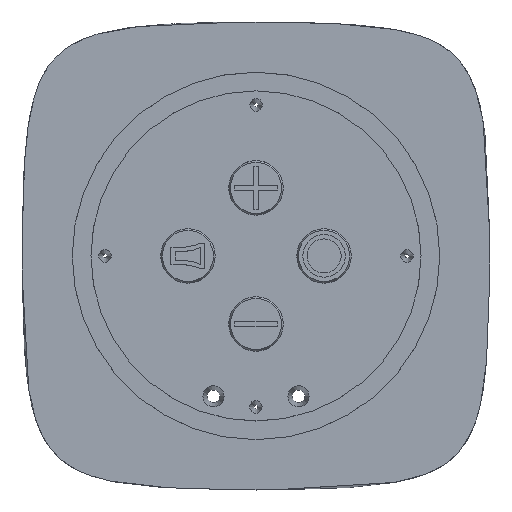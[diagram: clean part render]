
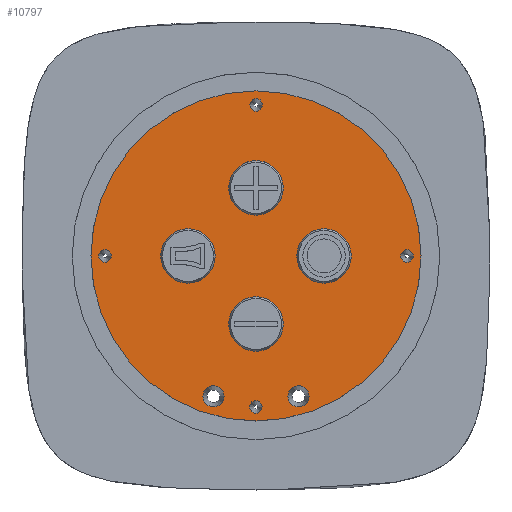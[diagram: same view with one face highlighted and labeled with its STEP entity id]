
A CAD part, top view. The second image highlights one B-rep face of the part: STEP entity #10797.
In plain terms, the highlighted planar face has unit normal (0, 0, 1).
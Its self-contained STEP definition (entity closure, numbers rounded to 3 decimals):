
#641=FACE_BOUND('',#2152,.T.);
#642=FACE_BOUND('',#2153,.T.);
#643=FACE_BOUND('',#2154,.T.);
#644=FACE_BOUND('',#2155,.T.);
#645=FACE_BOUND('',#2156,.T.);
#646=FACE_BOUND('',#2157,.T.);
#647=FACE_BOUND('',#2158,.T.);
#648=FACE_BOUND('',#2159,.T.);
#649=FACE_BOUND('',#2160,.T.);
#650=FACE_BOUND('',#2161,.T.);
#956=PLANE('',#11905);
#1497=FACE_OUTER_BOUND('',#2151,.T.);
#2151=EDGE_LOOP('',(#9745));
#2152=EDGE_LOOP('',(#9746));
#2153=EDGE_LOOP('',(#9747));
#2154=EDGE_LOOP('',(#9748));
#2155=EDGE_LOOP('',(#9749));
#2156=EDGE_LOOP('',(#9750));
#2157=EDGE_LOOP('',(#9751));
#2158=EDGE_LOOP('',(#9752));
#2159=EDGE_LOOP('',(#9753));
#2160=EDGE_LOOP('',(#9754));
#2161=EDGE_LOOP('',(#9755));
#4139=CIRCLE('',#11166,38.801);
#4427=CIRCLE('',#11872,1.5);
#4428=CIRCLE('',#11874,1.5);
#4429=CIRCLE('',#11876,2.5);
#4430=CIRCLE('',#11878,6.4);
#4431=CIRCLE('',#11880,6.4);
#4432=CIRCLE('',#11882,6.4);
#4433=CIRCLE('',#11884,6.4);
#4434=CIRCLE('',#11886,2.5);
#4435=CIRCLE('',#11888,1.5);
#4436=CIRCLE('',#11890,1.5);
#4665=VERTEX_POINT('',#16099);
#5324=VERTEX_POINT('',#18993);
#5325=VERTEX_POINT('',#18997);
#5326=VERTEX_POINT('',#19001);
#5327=VERTEX_POINT('',#19005);
#5328=VERTEX_POINT('',#19009);
#5329=VERTEX_POINT('',#19013);
#5330=VERTEX_POINT('',#19017);
#5331=VERTEX_POINT('',#19021);
#5332=VERTEX_POINT('',#19025);
#5333=VERTEX_POINT('',#19029);
#5713=EDGE_CURVE('',#4665,#4665,#4139,.T.);
#6796=EDGE_CURVE('',#5324,#5324,#4427,.T.);
#6798=EDGE_CURVE('',#5325,#5325,#4428,.T.);
#6800=EDGE_CURVE('',#5326,#5326,#4429,.T.);
#6803=EDGE_CURVE('',#5327,#5327,#4430,.T.);
#6805=EDGE_CURVE('',#5328,#5328,#4431,.T.);
#6807=EDGE_CURVE('',#5329,#5329,#4432,.T.);
#6809=EDGE_CURVE('',#5330,#5330,#4433,.T.);
#6810=EDGE_CURVE('',#5331,#5331,#4434,.T.);
#6812=EDGE_CURVE('',#5332,#5332,#4435,.T.);
#6814=EDGE_CURVE('',#5333,#5333,#4436,.T.);
#9745=ORIENTED_EDGE('',*,*,#5713,.T.);
#9746=ORIENTED_EDGE('',*,*,#6814,.F.);
#9747=ORIENTED_EDGE('',*,*,#6812,.F.);
#9748=ORIENTED_EDGE('',*,*,#6810,.F.);
#9749=ORIENTED_EDGE('',*,*,#6809,.T.);
#9750=ORIENTED_EDGE('',*,*,#6807,.T.);
#9751=ORIENTED_EDGE('',*,*,#6805,.T.);
#9752=ORIENTED_EDGE('',*,*,#6803,.T.);
#9753=ORIENTED_EDGE('',*,*,#6800,.F.);
#9754=ORIENTED_EDGE('',*,*,#6798,.F.);
#9755=ORIENTED_EDGE('',*,*,#6796,.F.);
#10797=ADVANCED_FACE('',(#1497,#641,#642,#643,#644,#645,#646,#647,#648,
#649,#650),#956,.T.);
#11166=AXIS2_PLACEMENT_3D('',#16101,#12396,#12397);
#11872=AXIS2_PLACEMENT_3D('',#18994,#14519,#14520);
#11874=AXIS2_PLACEMENT_3D('',#18998,#14524,#14525);
#11876=AXIS2_PLACEMENT_3D('',#19002,#14529,#14530);
#11878=AXIS2_PLACEMENT_3D('',#19007,#14535,#14536);
#11880=AXIS2_PLACEMENT_3D('',#19011,#14540,#14541);
#11882=AXIS2_PLACEMENT_3D('',#19015,#14545,#14546);
#11884=AXIS2_PLACEMENT_3D('',#19019,#14550,#14551);
#11886=AXIS2_PLACEMENT_3D('',#19022,#14554,#14555);
#11888=AXIS2_PLACEMENT_3D('',#19026,#14559,#14560);
#11890=AXIS2_PLACEMENT_3D('',#19030,#14564,#14565);
#11905=AXIS2_PLACEMENT_3D('',#21205,#14642,#14643);
#12396=DIRECTION('center_axis',(0.,0.,
1.));
#12397=DIRECTION('ref_axis',(0.,-1.,0.));
#14519=DIRECTION('center_axis',(0.,0.,
1.));
#14520=DIRECTION('ref_axis',(-1.,0.,0.));
#14524=DIRECTION('center_axis',(0.,0.,
1.));
#14525=DIRECTION('ref_axis',(-1.,0.,0.));
#14529=DIRECTION('center_axis',(0.,0.,
1.));
#14530=DIRECTION('ref_axis',(-1.,0.,0.));
#14535=DIRECTION('center_axis',(0.,0.,
-1.));
#14536=DIRECTION('ref_axis',(-1.,0.,0.));
#14540=DIRECTION('center_axis',(0.,0.,
-1.));
#14541=DIRECTION('ref_axis',(-1.,0.,0.));
#14545=DIRECTION('center_axis',(0.,0.,
-1.));
#14546=DIRECTION('ref_axis',(-1.,0.,0.));
#14550=DIRECTION('center_axis',(0.,0.,
-1.));
#14551=DIRECTION('ref_axis',(-1.,0.,0.));
#14554=DIRECTION('center_axis',(0.,0.,
1.));
#14555=DIRECTION('ref_axis',(-1.,0.,0.));
#14559=DIRECTION('center_axis',(0.,0.,
1.));
#14560=DIRECTION('ref_axis',(-1.,0.,0.));
#14564=DIRECTION('center_axis',(0.,0.,
1.));
#14565=DIRECTION('ref_axis',(-1.,0.,0.));
#14642=DIRECTION('center_axis',(0.,0.,
1.));
#14643=DIRECTION('ref_axis',(-1.,0.,0.));
#16099=CARTESIAN_POINT('',(0.,38.801,7.55));
#16101=CARTESIAN_POINT('Origin',(0.,0.,7.55));
#18993=CARTESIAN_POINT('',(37.,-0.032,7.55));
#18994=CARTESIAN_POINT('Origin',(35.5,-0.032,7.55));
#18997=CARTESIAN_POINT('',(-34.,0.032,7.55));
#18998=CARTESIAN_POINT('Origin',(-35.5,0.032,7.55));
#19001=CARTESIAN_POINT('',(12.5,-33.,7.55));
#19002=CARTESIAN_POINT('Origin',(10.,-33.,7.55));
#19005=CARTESIAN_POINT('',(6.4,16.,7.55));
#19007=CARTESIAN_POINT('Origin',(0.,16.,7.55));
#19009=CARTESIAN_POINT('',(-9.6,0.,7.55));
#19011=CARTESIAN_POINT('Origin',(-16.,0.,7.55));
#19013=CARTESIAN_POINT('',(22.4,0.,7.55));
#19015=CARTESIAN_POINT('Origin',(16.,0.,7.55));
#19017=CARTESIAN_POINT('',(6.4,-16.,7.55));
#19019=CARTESIAN_POINT('Origin',(0.,-16.,
7.55));
#19021=CARTESIAN_POINT('',(-7.5,-33.,7.55));
#19022=CARTESIAN_POINT('Origin',(-10.,-33.,7.55));
#19025=CARTESIAN_POINT('',(1.468,-35.5,7.55));
#19026=CARTESIAN_POINT('Origin',(-0.032,-35.5,7.55));
#19029=CARTESIAN_POINT('',(1.532,35.5,7.55));
#19030=CARTESIAN_POINT('Origin',(0.032,35.5,7.55));
#21205=CARTESIAN_POINT('Origin',(0.,0.,
7.55));
